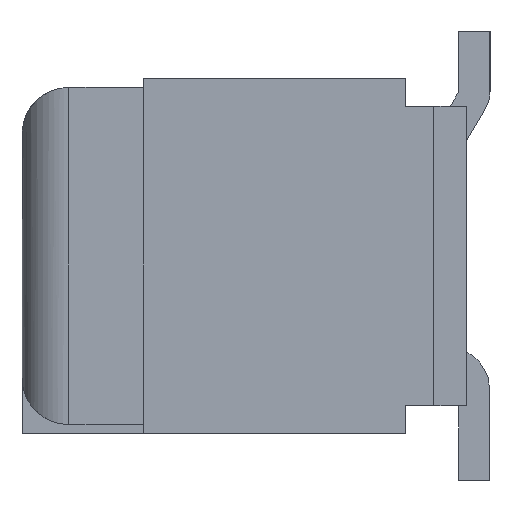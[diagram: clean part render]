
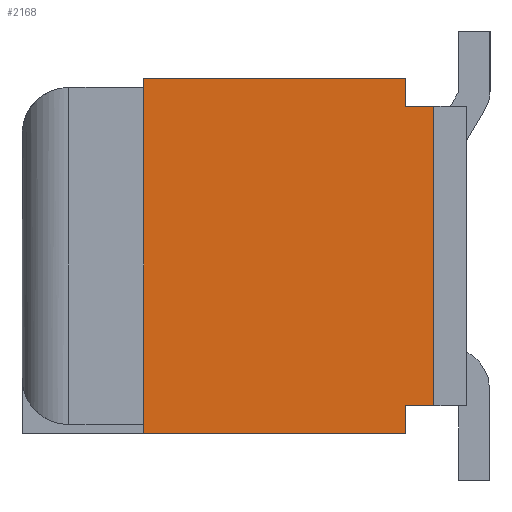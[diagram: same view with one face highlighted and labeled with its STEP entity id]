
A CAD part, left-side view. The second image highlights one B-rep face of the part: STEP entity #2168.
In plain terms, the highlighted planar face has unit normal (-1, 0, 0).
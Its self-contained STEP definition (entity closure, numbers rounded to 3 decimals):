
#2162=VERTEX_POINT('',#5973);
#2168=ADVANCED_FACE('',(#5980),#5981,.F.);
#2322=VERTEX_POINT('',#6152);
#2576=VERTEX_POINT('',#6427);
#2622=EDGE_CURVE('',#4864,#3726,#6476,.T.);
#2952=EDGE_CURVE('',#4760,#5046,#6835,.T.);
#3006=EDGE_CURVE('',#4542,#3894,#6894,.T.);
#3142=EDGE_CURVE('',#2576,#4760,#7043,.T.);
#3172=EDGE_CURVE('',#5046,#4568,#7076,.T.);
#3712=EDGE_CURVE('',#2162,#3726,#7668,.T.);
#3726=VERTEX_POINT('',#7682);
#3894=VERTEX_POINT('',#7861);
#4234=EDGE_CURVE('',#2576,#3894,#8227,.T.);
#4270=EDGE_CURVE('',#4864,#2322,#8266,.T.);
#4392=EDGE_CURVE('',#4568,#2162,#8399,.T.);
#4542=VERTEX_POINT('',#8564);
#4568=VERTEX_POINT('',#8590);
#4760=VERTEX_POINT('',#8807);
#4864=VERTEX_POINT('',#8922);
#4968=EDGE_CURVE('',#2322,#4542,#9035,.T.);
#5046=VERTEX_POINT('',#9116);
#5973=CARTESIAN_POINT('',(-6.0,0.9,1.6));
#5980=FACE_OUTER_BOUND('',#10242,.T.);
#5981=PLANE('',#10243);
#6152=CARTESIAN_POINT('',(-6.0,3.7,1.8));
#6427=CARTESIAN_POINT('',(-6.0,0.9,-1.9));
#6476=LINE('',#10932,#10933);
#6835=LINE('',#11465,#11466);
#6894=LINE('',#11550,#11551);
#7043=LINE('',#11761,#11762);
#7076=LINE('',#11804,#11805);
#7668=LINE('',#12656,#12657);
#7682=CARTESIAN_POINT('',(-6.0,0.9,1.9));
#7861=CARTESIAN_POINT('',(-6.0,3.7,-1.9));
#8227=LINE('',#13477,#13478);
#8266=LINE('',#13534,#13535);
#8399=LINE('',#13729,#13730);
#8564=CARTESIAN_POINT('',(-6.0,3.7,-1.8));
#8590=CARTESIAN_POINT('',(-6.0,0.6,1.6));
#8807=CARTESIAN_POINT('',(-6.0,0.9,-1.6));
#8922=CARTESIAN_POINT('',(-6.0,3.7,1.9));
#9035=LINE('',#14656,#14657);
#9116=CARTESIAN_POINT('',(-6.0,0.6,-1.6));
#10242=EDGE_LOOP('',(#16079,#16080,#16081,#16082,#16083,#16084,#16085,#16086,#16087,#16088));
#10243=AXIS2_PLACEMENT_3D('',#16089,#16090,#16091);
#10932=CARTESIAN_POINT('',(-6.0,1.975,1.9));
#10933=VECTOR('',#16595,1.0);
#11465=CARTESIAN_POINT('',(-6.0,1.213,-1.6));
#11466=VECTOR('',#16956,1.0);
#11550=CARTESIAN_POINT('',(-6.0,3.7,0.0));
#11551=VECTOR('',#17028,1.0);
#11761=CARTESIAN_POINT('',(-6.0,0.9,-0.875));
#11762=VECTOR('',#17203,1.0);
#11804=CARTESIAN_POINT('',(-6.0,0.6,0.0));
#11805=VECTOR('',#17238,1.0);
#12656=CARTESIAN_POINT('',(-6.0,0.9,0.875));
#12657=VECTOR('',#17873,1.0);
#13477=CARTESIAN_POINT('',(-6.0,1.975,-1.9));
#13478=VECTOR('',#18388,1.0);
#13534=CARTESIAN_POINT('',(-6.0,3.7,0.0));
#13535=VECTOR('',#18421,1.0);
#13729=CARTESIAN_POINT('',(-6.0,1.213,1.6));
#13730=VECTOR('',#18545,1.0);
#14656=CARTESIAN_POINT('',(-6.0,3.7,0.0));
#14657=VECTOR('',#19198,1.0);
#16079=ORIENTED_EDGE('',*,*,#2952,.T.);
#16080=ORIENTED_EDGE('',*,*,#3172,.T.);
#16081=ORIENTED_EDGE('',*,*,#4392,.T.);
#16082=ORIENTED_EDGE('',*,*,#3712,.T.);
#16083=ORIENTED_EDGE('',*,*,#2622,.F.);
#16084=ORIENTED_EDGE('',*,*,#4270,.T.);
#16085=ORIENTED_EDGE('',*,*,#4968,.T.);
#16086=ORIENTED_EDGE('',*,*,#3006,.T.);
#16087=ORIENTED_EDGE('',*,*,#4234,.F.);
#16088=ORIENTED_EDGE('',*,*,#3142,.T.);
#16089=CARTESIAN_POINT('',(-6.0,1.975,0.0));
#16090=DIRECTION('',(1.0,0.0,0.0));
#16091=DIRECTION('',(0.0,0.0,-1.0));
#16595=DIRECTION('',(0.0,-1.0,0.0));
#16956=DIRECTION('',(0.0,-1.0,0.0));
#17028=DIRECTION('',(0.0,0.0,-1.0));
#17203=DIRECTION('',(-0.0,0.0,1.0));
#17238=DIRECTION('',(-0.0,0.0,1.0));
#17873=DIRECTION('',(-0.0,0.0,1.0));
#18388=DIRECTION('',(0.0,1.0,0.0));
#18421=DIRECTION('',(0.0,0.0,-1.0));
#18545=DIRECTION('',(0.0,1.0,0.0));
#19198=DIRECTION('',(0.0,0.0,-1.0));
